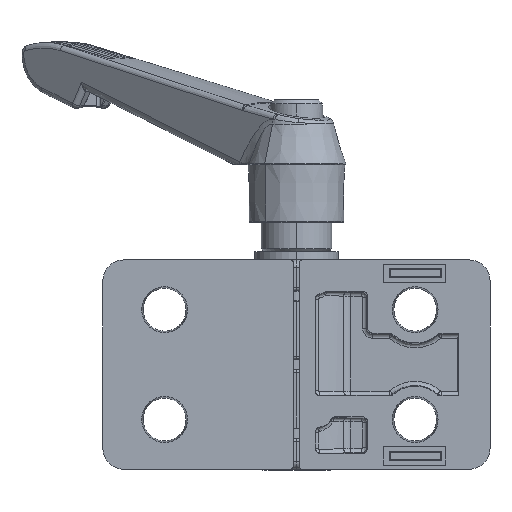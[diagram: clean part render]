
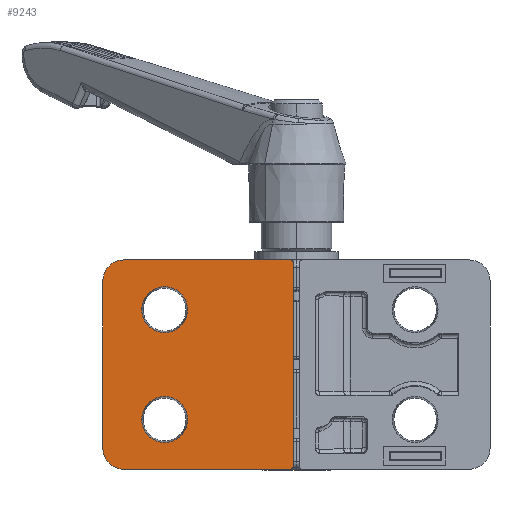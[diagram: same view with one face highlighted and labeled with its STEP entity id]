
A CAD part, front view. The second image highlights one B-rep face of the part: STEP entity #9243.
In plain terms, the highlighted planar face has unit normal (0, -1, 0).
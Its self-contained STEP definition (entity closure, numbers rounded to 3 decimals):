
#187 = LINE ( 'NONE', #17266, #42436 ) ;
#373 = DIRECTION ( 'NONE',  ( 1., 0., 0. ) ) ;
#473 = ORIENTED_EDGE ( 'NONE', *, *, #24627, .F. ) ;
#778 = DIRECTION ( 'NONE',  ( 0., -1., 0. ) ) ;
#816 = ORIENTED_EDGE ( 'NONE', *, *, #35147, .T. ) ;
#1524 = AXIS2_PLACEMENT_3D ( 'NONE', #25404, #778, #29479 ) ;
#1820 = ORIENTED_EDGE ( 'NONE', *, *, #20630, .T. ) ;
#1907 = ORIENTED_EDGE ( 'NONE', *, *, #36450, .T. ) ;
#1914 = FACE_BOUND ( 'NONE', #23136, .T. ) ;
#2378 = VERTEX_POINT ( 'NONE', #7772 ) ;
#2967 = AXIS2_PLACEMENT_3D ( 'NONE', #30792, #6249, #34902 ) ;
#2968 = ORIENTED_EDGE ( 'NONE', *, *, #47903, .F. ) ;
#3265 = DIRECTION ( 'NONE',  ( 0., 1., 0. ) ) ;
#3366 = CARTESIAN_POINT ( 'NONE',  ( -1.1, -14., 19.5 ) ) ;
#4991 = ORIENTED_EDGE ( 'NONE', *, *, #28898, .T. ) ;
#6143 = CARTESIAN_POINT ( 'NONE',  ( -37., -14., 16. ) ) ;
#6249 = DIRECTION ( 'NONE',  ( 0., 1., 0. ) ) ;
#6290 = VERTEX_POINT ( 'NONE', #35890 ) ;
#6688 = AXIS2_PLACEMENT_3D ( 'NONE', #41199, #16764, #45283 ) ;
#7537 = DIRECTION ( 'NONE',  ( -1., 0., 0. ) ) ;
#7772 = CARTESIAN_POINT ( 'NONE',  ( -29.579, -14., -10.5 ) ) ;
#8614 = ORIENTED_EDGE ( 'NONE', *, *, #17102, .T. ) ;
#8956 = CARTESIAN_POINT ( 'NONE',  ( -25.2, -14., -10.5 ) ) ;
#9243 = ADVANCED_FACE ( 'NONE', ( #44133, #1914, #22495 ), #15785, .T. ) ;
#9372 = CIRCLE ( 'NONE', #6688, 4. ) ;
#11724 = ORIENTED_EDGE ( 'NONE', *, *, #45143, .T. ) ;
#12847 = VERTEX_POINT ( 'NONE', #20180 ) ;
#13059 = DIRECTION ( 'NONE',  ( 1., 0., 0. ) ) ;
#13585 = DIRECTION ( 'NONE',  ( 1., 0., 0. ) ) ;
#13628 = DIRECTION ( 'NONE',  ( 0., -1., 0. ) ) ;
#13696 = CARTESIAN_POINT ( 'NONE',  ( -0.6, -14., -20. ) ) ;
#13722 = CIRCLE ( 'NONE', #2967, 0.5 ) ;
#13936 = EDGE_CURVE ( 'NONE', #23712, #21113, #31207, .T. ) ;
#14749 = CARTESIAN_POINT ( 'NONE',  ( -25.2, -14., 10.5 ) ) ;
#15181 = VERTEX_POINT ( 'NONE', #48374 ) ;
#15332 = ORIENTED_EDGE ( 'NONE', *, *, #39115, .T. ) ;
#15785 = PLANE ( 'NONE',  #47390 ) ;
#16425 = AXIS2_PLACEMENT_3D ( 'NONE', #14749, #43293, #18902 ) ;
#16672 = LINE ( 'NONE', #37275, #46633 ) ;
#16764 = DIRECTION ( 'NONE',  ( 0., -1., 0. ) ) ;
#17102 = EDGE_CURVE ( 'NONE', #32009, #40805, #187, .T. ) ;
#17174 = CARTESIAN_POINT ( 'NONE',  ( -25.2, -14., -10.5 ) ) ;
#17266 = CARTESIAN_POINT ( 'NONE',  ( -37., -14., -20. ) ) ;
#17817 = AXIS2_PLACEMENT_3D ( 'NONE', #17174, #45684, #21325 ) ;
#17819 = VERTEX_POINT ( 'NONE', #21753 ) ;
#18902 = DIRECTION ( 'NONE',  ( 1., 0., 0. ) ) ;
#20003 = CIRCLE ( 'NONE', #43660, 4.379 ) ;
#20180 = CARTESIAN_POINT ( 'NONE',  ( -1.1, -14., 20. ) ) ;
#20411 = VECTOR ( 'NONE', #26214, 1000. ) ;
#20630 = EDGE_CURVE ( 'NONE', #6290, #2378, #49693, .T. ) ;
#21113 = VERTEX_POINT ( 'NONE', #44201 ) ;
#21211 = ORIENTED_EDGE ( 'NONE', *, *, #23714, .T. ) ;
#21325 = DIRECTION ( 'NONE',  ( 1., 0., 0. ) ) ;
#21753 = CARTESIAN_POINT ( 'NONE',  ( -1.1, -14., -20. ) ) ;
#22495 = FACE_BOUND ( 'NONE', #32654, .T. ) ;
#23047 = ORIENTED_EDGE ( 'NONE', *, *, #13936, .T. ) ;
#23136 = EDGE_LOOP ( 'NONE', ( #1820, #11724 ) ) ;
#23552 = EDGE_LOOP ( 'NONE', ( #8614, #1907, #15332, #473, #23047, #2968, #46911, #21211 ) ) ;
#23712 = VERTEX_POINT ( 'NONE', #49198 ) ;
#23714 = EDGE_CURVE ( 'NONE', #15181, #32009, #9372, .T. ) ;
#24627 = EDGE_CURVE ( 'NONE', #23712, #17819, #13722, .T. ) ;
#24828 = LINE ( 'NONE', #37190, #45209 ) ;
#25404 = CARTESIAN_POINT ( 'NONE',  ( -33., -14., -16. ) ) ;
#25483 = DIRECTION ( 'NONE',  ( 0., 0., -1. ) ) ;
#26214 = DIRECTION ( 'NONE',  ( 0., 0., 1. ) ) ;
#26500 = AXIS2_PLACEMENT_3D ( 'NONE', #3366, #32040, #7537 ) ;
#27832 = CARTESIAN_POINT ( 'NONE',  ( -25.2, -14., 10.5 ) ) ;
#27998 = VERTEX_POINT ( 'NONE', #38670 ) ;
#28314 = VERTEX_POINT ( 'NONE', #44060 ) ;
#28898 = EDGE_CURVE ( 'NONE', #28314, #27998, #20003, .T. ) ;
#29437 = CIRCLE ( 'NONE', #26500, 0.5 ) ;
#29479 = DIRECTION ( 'NONE',  ( 0., 0., 1. ) ) ;
#30792 = CARTESIAN_POINT ( 'NONE',  ( -1.1, -14., -19.5 ) ) ;
#31207 = LINE ( 'NONE', #42245, #20411 ) ;
#31939 = DIRECTION ( 'NONE',  ( 1., 0., 0. ) ) ;
#32009 = VERTEX_POINT ( 'NONE', #6143 ) ;
#32040 = DIRECTION ( 'NONE',  ( 0., 1., 0. ) ) ;
#32654 = EDGE_LOOP ( 'NONE', ( #816, #4991 ) ) ;
#33045 = VERTEX_POINT ( 'NONE', #33974 ) ;
#33974 = CARTESIAN_POINT ( 'NONE',  ( -33., -14., -20. ) ) ;
#34902 = DIRECTION ( 'NONE',  ( 1., 0., 0. ) ) ;
#35085 = CIRCLE ( 'NONE', #1524, 4. ) ;
#35147 = EDGE_CURVE ( 'NONE', #27998, #28314, #50339, .T. ) ;
#35890 = CARTESIAN_POINT ( 'NONE',  ( -20.821, -14., -10.5 ) ) ;
#36450 = EDGE_CURVE ( 'NONE', #40805, #33045, #35085, .T. ) ;
#37190 = CARTESIAN_POINT ( 'NONE',  ( -0.6, -14., 20. ) ) ;
#37275 = CARTESIAN_POINT ( 'NONE',  ( -0.6, -14., -20. ) ) ;
#37538 = DIRECTION ( 'NONE',  ( 0., 1., 0. ) ) ;
#38670 = CARTESIAN_POINT ( 'NONE',  ( -20.821, -14., 10.5 ) ) ;
#39115 = EDGE_CURVE ( 'NONE', #33045, #17819, #16672, .T. ) ;
#40805 = VERTEX_POINT ( 'NONE', #48781 ) ;
#41090 = AXIS2_PLACEMENT_3D ( 'NONE', #8956, #37538, #13059 ) ;
#41199 = CARTESIAN_POINT ( 'NONE',  ( -33., -14., 16. ) ) ;
#42245 = CARTESIAN_POINT ( 'NONE',  ( -0.6, -14., -20. ) ) ;
#42436 = VECTOR ( 'NONE', #25483, 1000. ) ;
#42976 = EDGE_CURVE ( 'NONE', #12847, #15181, #24828, .T. ) ;
#43293 = DIRECTION ( 'NONE',  ( 0., 1., 0. ) ) ;
#43660 = AXIS2_PLACEMENT_3D ( 'NONE', #27832, #3265, #31939 ) ;
#43853 = DIRECTION ( 'NONE',  ( -1., 0., 0. ) ) ;
#44060 = CARTESIAN_POINT ( 'NONE',  ( -29.579, -14., 10.5 ) ) ;
#44133 = FACE_OUTER_BOUND ( 'NONE', #23552, .T. ) ;
#44201 = CARTESIAN_POINT ( 'NONE',  ( -0.6, -14., 19.5 ) ) ;
#44329 = CIRCLE ( 'NONE', #41090, 4.379 ) ;
#45143 = EDGE_CURVE ( 'NONE', #2378, #6290, #44329, .T. ) ;
#45209 = VECTOR ( 'NONE', #43853, 1000. ) ;
#45283 = DIRECTION ( 'NONE',  ( 0., 0., -1. ) ) ;
#45684 = DIRECTION ( 'NONE',  ( 0., 1., 0. ) ) ;
#46633 = VECTOR ( 'NONE', #373, 1000. ) ;
#46911 = ORIENTED_EDGE ( 'NONE', *, *, #42976, .T. ) ;
#47390 = AXIS2_PLACEMENT_3D ( 'NONE', #13696, #13628, #13585 ) ;
#47903 = EDGE_CURVE ( 'NONE', #12847, #21113, #29437, .T. ) ;
#48374 = CARTESIAN_POINT ( 'NONE',  ( -33., -14., 20. ) ) ;
#48781 = CARTESIAN_POINT ( 'NONE',  ( -37., -14., -16. ) ) ;
#49198 = CARTESIAN_POINT ( 'NONE',  ( -0.6, -14., -19.5 ) ) ;
#49693 = CIRCLE ( 'NONE', #17817, 4.379 ) ;
#50339 = CIRCLE ( 'NONE', #16425, 4.379 ) ;
